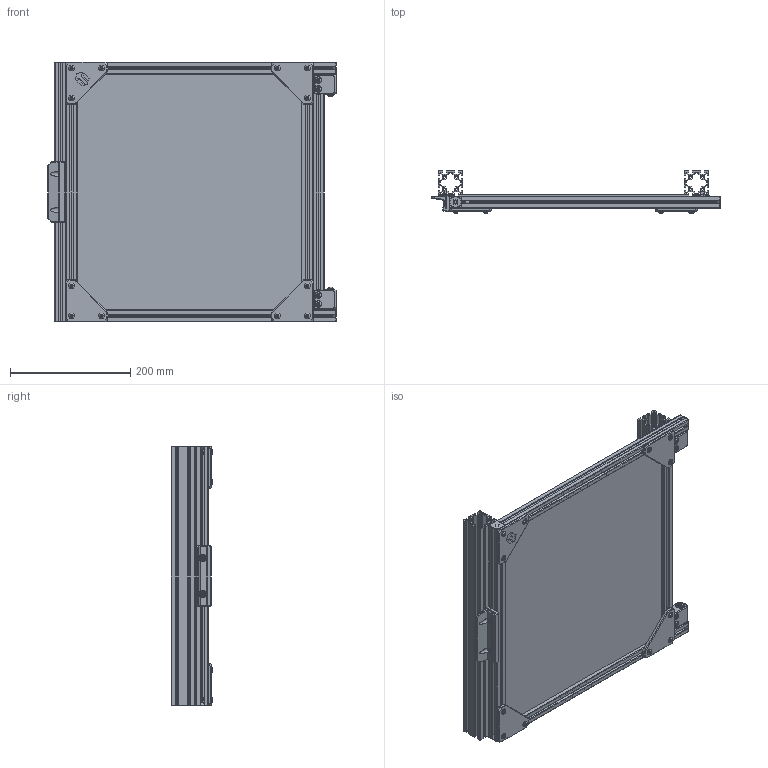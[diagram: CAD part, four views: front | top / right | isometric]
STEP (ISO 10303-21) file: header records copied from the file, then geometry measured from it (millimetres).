
FILE_DESCRIPTION(/* description */ ('','CAx-IF Rec.Pracs.---Representation and Presentation of Product Manufacturing Information (PMI)---4.0---2014-10-13'),/* implementation_level */ '2;1');
FILE_NAME(/* name */ 'Wacky-Hack_Fridge_Door v13.step',/* time_stamp */ '2024-12-29T18:07:36+01:00',/* author */ (''),/* organization */ (''),/* preprocessor_version */ 'ST-DEVELOPER v20',/* originating_system */ 'Autodesk Translation Framework v13.20.0.188',/* authorisation */ '');
FILE_SCHEMA (('AP242_MANAGED_MODEL_BASED_3D_ENGINEERING_MIM_LF { 1 0 10303 442 1 1 4 }'));
Products named in the file (50): Wacky-Hack_Fridge_Door; _I_4040_frame; 4040_vertical; _II_Doors; _1_V2_verticals_and_X_extrusion_assembly; Stock_V2_VT_side_panel; X_extrusion_tapped; V2_verticals_and_X_extrusion_hardware; Shim 0.5mm; M5xD8x30 spacer; Printed_2020_section; _2_With_cut_V2_vertical_assembly; Stock_V2_VT_side_panel_1; V2_vertical_drilled_and_tapped; With_cut_vertical_hardware; _3__With_cut_VT_verticals_assembly; Stock_V2_VT_side_panel_2; V2_VT_vertical; V2_VT_vertical_cut_and_tapped; VT_vertical_cut_drilled_and_tapped; With_cut_vertical_hardware_1; Foam Tape (3mm); M5x16 BHCS; Printed_2020_end_cap; _III_Hinges_and_door_handle; Printed_door_handle_assembly; Printed_door_handle; Printed_hinge_assembly_b; Printed_hinge_assembly_a; Printed_hinge; Shim 1mm; F695 flanged bearing; M5xD8x25 spacer; M5x40 BHCS; M5x25 BHCS; _IV_Optional_printed_corner_brackets; _1_Optional_printed_corner_brackets_no logo; Printed_corner_bracket_assembly; Printed_corner_bracket_assembly_1; Printed_corner_bracket_assembly_2 ...
Assembly tree (160 placements, depth 5):
  Wacky-Hack_Fridge_Door
    _I_4040_frame
      4040_vertical  x2
    _II_Doors
      _1_V2_verticals_and_X_extrusion_assembly
        Stock_V2_VT_side_panel
          Foam Tape (3mm)
        X_extrusion_tapped
        V2_VT_vertical
        V2_vertical_drilled_and_tapped  x2
        V2_verticals_and_X_extrusion_hardware
          M5x40 BHCS  x2
          Shim 0.5mm  x2
          Shim 1mm  x2
          M5xD8x30 spacer  x2
        Printed_2020_end_cap  x4
        Printed_2020_section  x2
      _2_With_cut_V2_vertical_assembly
        Stock_V2_VT_side_panel_1
          Foam Tape (3mm)
        V2_VT_vertical
        V2_vertical_drilled_and_tapped  x2
        V2_VT_vertical_cut_and_tapped
        With_cut_vertical_hardware
          M5x16 BHCS  x4
          Foam Tape (3mm)
        Printed_2020_end_cap  x4
      _3__With_cut_VT_verticals_assembly
        Stock_V2_VT_side_panel_2
          Foam Tape (3mm)
        V2_VT_vertical
        V2_VT_vertical_cut_and_tapped
        VT_vertical_cut_drilled_and_tapped  x2
        With_cut_vertical_hardware_1
          M5x16 BHCS  x4
          Foam Tape (3mm)
        Printed_2020_end_cap  x4
    _III_Hinges_and_door_handle
      Printed_door_handle_assembly
        Printed_door_handle
        M5x10 BHCS  x2
        M5 2020 drop-in T-nut  x2
      Printed_hinge_assembly_b
        Printed_hinge
        F695 flanged bearing  x2
        Shim 1mm  x2
        M5 2020 drop-in T-nut  x3
        M5xD8x25 spacer
        M5x40 BHCS
        M5x25 BHCS  x2
      Printed_hinge_assembly_a
        Printed_hinge
        Shim 1mm  x2
        F695 flanged bearing  x2
        M5 2020 drop-in T-nut  x3
        M5xD8x25 spacer
        M5x40 BHCS
        M5x25 BHCS  x2
    _IV_Optional_printed_corner_brackets
      _1_Optional_printed_corner_brackets_no logo
Bounding box: 481.6 x 69.75 x 433.2 mm (x, y, z)
Volume: 3133507.6 mm3; surface area: 2546891.7 mm2
Topology: 149 solids, 149 shells, 8253 faces, 21614 edges, 13542 vertices
Faces by surface type: plane 4242, cylinder 2723, cone 674, sphere 472, bspline 128, torus 14
Full cylindrical faces by diameter (mm): 4.2 x68, 5 x50, 5.2 x4, 5.3 x8, 5.4 x24, 6 x78, 6.5 x8, 8 x4, 9.5 x42, 10 x8, 10.4 x4, 11.5 x8, 13 x4, 13.1 x2, 15 x4
Entity records: 56302 total; most frequent: CARTESIAN_POINT 11951, DIRECTION 9230, ORIENTED_EDGE 8982, EDGE_CURVE 4491, AXIS2_PLACEMENT_3D 3125, LINE 2980, VECTOR 2980, VERTEX_POINT 2850
